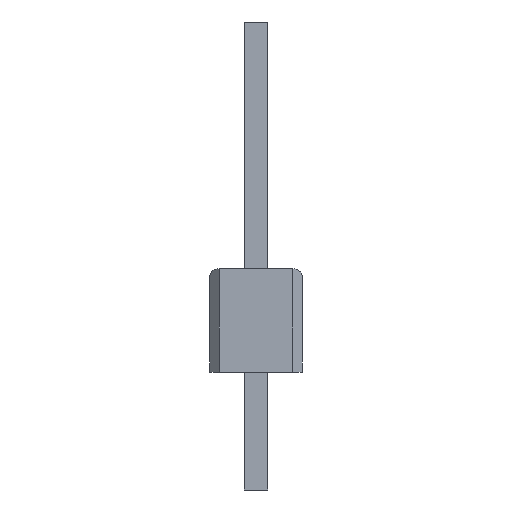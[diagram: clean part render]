
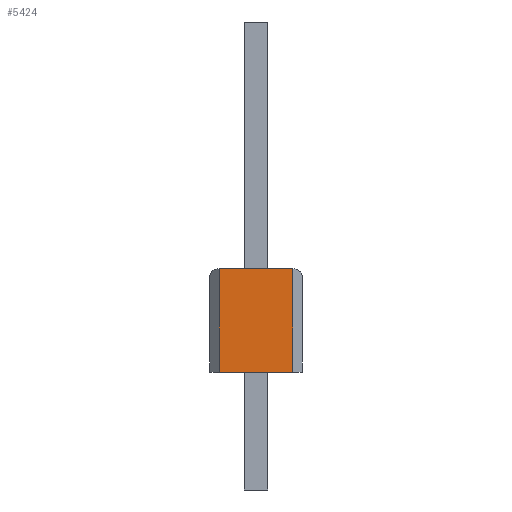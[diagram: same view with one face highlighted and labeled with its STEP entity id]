
A CAD part, left-side view. The second image highlights one B-rep face of the part: STEP entity #5424.
In plain terms, the highlighted planar face has unit normal (-1, 0, 0).
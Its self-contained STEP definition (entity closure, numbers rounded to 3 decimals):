
#134=DIRECTION('',(0.,0.,-1.));
#135=VECTOR('',#134,2.8);
#136=CARTESIAN_POINT('',(-25.4,1.,0.));
#137=LINE('',#136,#135);
#138=DIRECTION('',(0.,-1.,0.));
#139=VECTOR('',#138,2.);
#140=CARTESIAN_POINT('',(-25.4,1.,0.));
#141=LINE('',#140,#139);
#142=DIRECTION('',(0.,0.,-1.));
#143=VECTOR('',#142,2.8);
#144=CARTESIAN_POINT('',(-25.4,-1.,0.));
#145=LINE('',#144,#143);
#154=DIRECTION('',(0.,-1.,0.));
#155=VECTOR('',#154,2.);
#156=CARTESIAN_POINT('',(-25.4,1.,-2.8));
#157=LINE('',#156,#155);
#4366=CARTESIAN_POINT('',(-25.4,1.,0.));
#4367=CARTESIAN_POINT('',(-25.4,-1.,0.));
#4368=VERTEX_POINT('',#4366);
#4369=VERTEX_POINT('',#4367);
#4468=CARTESIAN_POINT('',(-25.4,1.,-2.8));
#4469=VERTEX_POINT('',#4468);
#4470=CARTESIAN_POINT('',(-25.4,-1.,-2.8));
#4471=VERTEX_POINT('',#4470);
#5409=CARTESIAN_POINT('',(-25.4,0.,0.));
#5410=DIRECTION('',(1.,0.,0.));
#5411=DIRECTION('',(0.,0.,-1.));
#5412=AXIS2_PLACEMENT_3D('',#5409,#5410,#5411);
#5413=PLANE('',#5412);
#5415=ORIENTED_EDGE('',*,*,#5414,.F.);
#5417=ORIENTED_EDGE('',*,*,#5416,.F.);
#5419=ORIENTED_EDGE('',*,*,#5418,.T.);
#5421=ORIENTED_EDGE('',*,*,#5420,.T.);
#5422=EDGE_LOOP('',(#5415,#5417,#5419,#5421));
#5423=FACE_OUTER_BOUND('',#5422,.F.);
#5414=EDGE_CURVE('',#4469,#4471,#157,.T.);
#5416=EDGE_CURVE('',#4368,#4469,#137,.T.);
#5418=EDGE_CURVE('',#4368,#4369,#141,.T.);
#5420=EDGE_CURVE('',#4369,#4471,#145,.T.);
#5424=ADVANCED_FACE('',(#5423),#5413,.F.);
